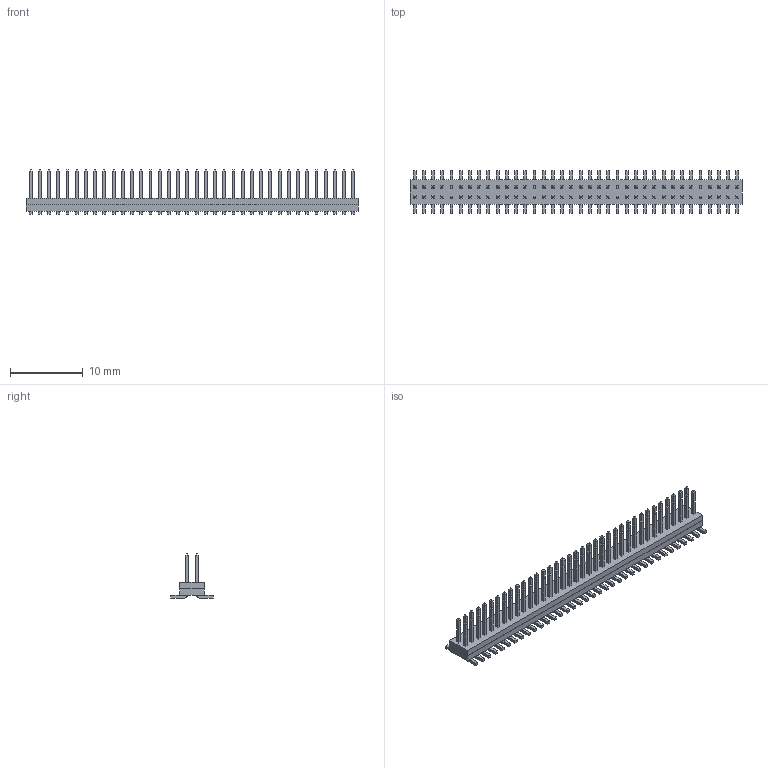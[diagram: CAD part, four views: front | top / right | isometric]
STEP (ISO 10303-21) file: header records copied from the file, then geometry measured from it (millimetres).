
FILE_DESCRIPTION(('FreeCAD Model'),'2;1');
FILE_NAME('Open CASCADE Shape Model','2025-02-02T09:25:29',(''),(''), 'Open CASCADE STEP processor 7.8','FreeCAD','Unknown');
FILE_SCHEMA(('AUTOMOTIVE_DESIGN { 1 0 10303 214 1 1 1 1 }'));
Length unit declared in the file: millimetre
Products named in the file (5): FW-36-03-G-D-085-155; FW-36-03-G-D-085-155_bottom_body; FW-36-03-G-D-085-155_pins1; FW-36-03-G-D-085-155_pins2; FW-36-03-G-D-085-155_top_body
Assembly tree (4 placements, depth 2):
  FW-36-03-G-D-085-155
    FW-36-03-G-D-085-155_bottom_body
    FW-36-03-G-D-085-155_pins1
    FW-36-03-G-D-085-155_pins2
    FW-36-03-G-D-085-155_top_body
Bounding box: 45.72 x 5.84 x 6.1 mm (x, y, z)
Volume: 408.8 mm3; surface area: 2057.5 mm2
Topology: 4 solids, 4 shells, 1026 faces, 2766 edges, 1748 vertices
Faces by surface type: plane 1022, cylinder 4
Entity records: 31492 total; most frequent: CARTESIAN_POINT 5545, ORIENTED_EDGE 5532, DIRECTION 5116, EDGE_CURVE 2766, LINE 2478, VECTOR 2478, VERTEX_POINT 1748, AXIS2_PLACEMENT_3D 1319
